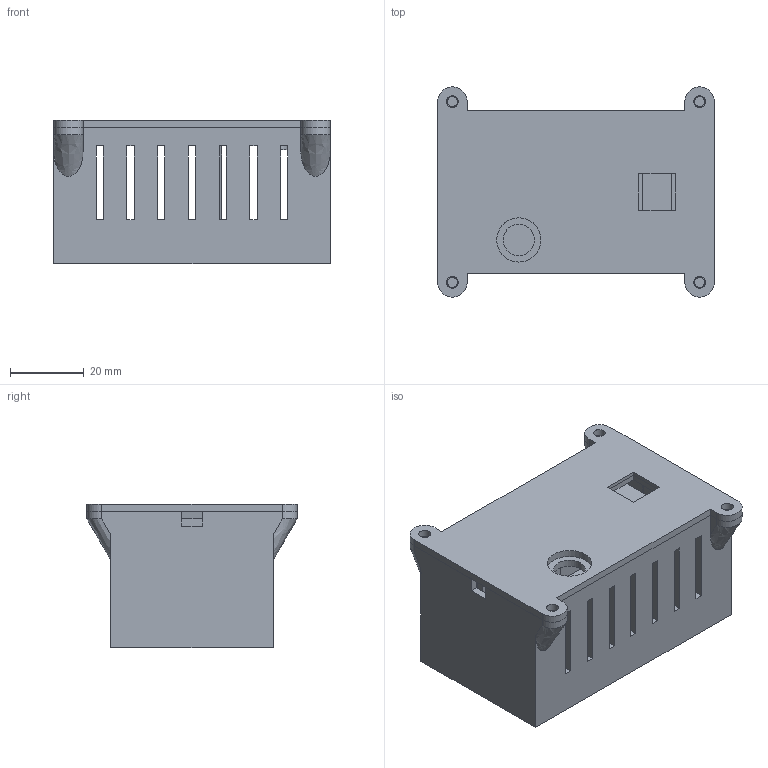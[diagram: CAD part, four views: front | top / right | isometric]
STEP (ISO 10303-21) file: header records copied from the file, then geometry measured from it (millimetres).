
FILE_DESCRIPTION(/* description */ (''),/* implementation_level */ '2;1');
FILE_NAME(/* name */ 'motor driver box.step',/* time_stamp */ '2020-09-19T11:30:20+02:00',/* author */ (''),/* organization */ (''),/* preprocessor_version */ 'ST-DEVELOPER v18.1',/* originating_system */ 'Autodesk Translation Framework v9.3.0.1241',/* authorisation */ '');
FILE_SCHEMA (('AUTOMOTIVE_DESIGN { 1 0 10303 214 3 1 1 }'));
Length unit declared in the file: millimetre
Products named in the file (3): motor driver box; box; lid
Assembly tree (2 placements, depth 2):
  motor driver box
    box
    lid
Bounding box: 75 x 57 x 39 mm (x, y, z)
Volume: 35813.3 mm3; surface area: 33325.4 mm2
Topology: 3 solids, 3 shells, 149 faces, 397 edges, 264 vertices
Faces by surface type: plane 119, cylinder 26, bspline 4
Full cylindrical faces by diameter (mm): 2.7 x6, 3.2 x6, 5 x2, 8.5 x1, 12 x1
Entity records: 4800 total; most frequent: CARTESIAN_POINT 852, ORIENTED_EDGE 794, DIRECTION 755, EDGE_CURVE 397, LINE 341, VECTOR 341, VERTEX_POINT 264, AXIS2_PLACEMENT_3D 207
